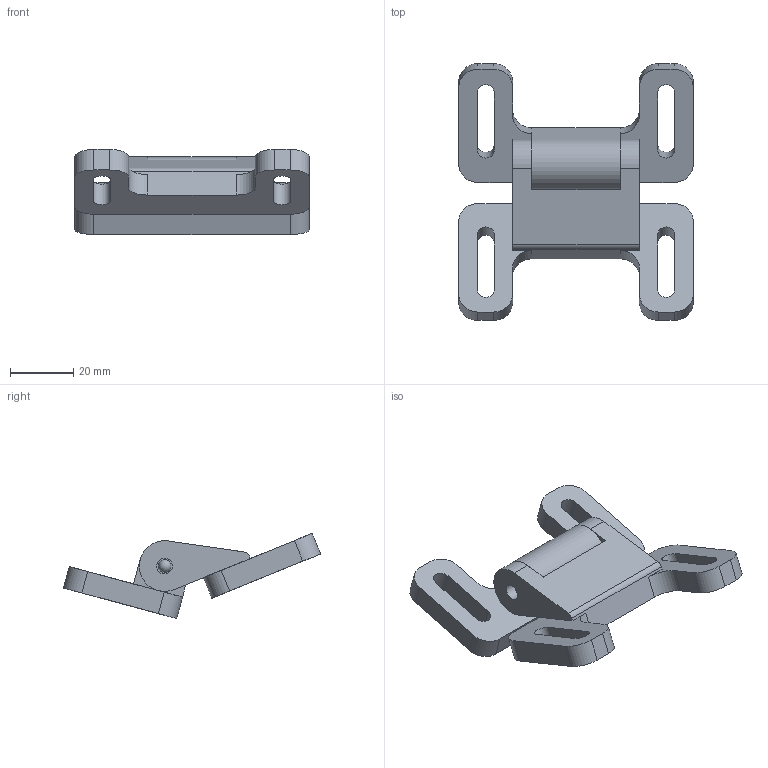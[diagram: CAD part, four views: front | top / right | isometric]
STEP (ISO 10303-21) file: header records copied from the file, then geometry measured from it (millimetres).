
FILE_DESCRIPTION(/* description */ (''),/* implementation_level */ '2;1');
FILE_NAME(/* name */ '81321_KriTec_Doppelkugelschnaepper_PA.stp',/* time_stamp */ '2014-05-13T15:29:55+02:00',/* author */ ('kostic'),/* organization */ (''),/* preprocessor_version */ 'ST-DEVELOPER v15.2',/* originating_system */ 'Autodesk Inventor 2014',/* authorisation */ '');
FILE_SCHEMA (('AUTOMOTIVE_DESIGN { 1 0 10303 214 3 1 1 }'));
Length unit declared in the file: millimetre
Products named in the file (4): Kugelschnäpperhälfte links; Kugelschnäpperhälfte rechts; 81321 KriTec Doppelkugelschnäpper; 81321_KriTec_Doppelkugelschnaepper_PA
Bounding box: 74 x 81.1 x 26.86 mm (x, y, z)
Volume: 36083.5 mm3; surface area: 14934.8 mm2
Topology: 2 solids, 2 shells, 71 faces, 199 edges, 130 vertices
Faces by surface type: plane 39, cylinder 30, sphere 2
Full cylindrical faces by diameter (mm): 5 x2
Entity records: 2346 total; most frequent: DIRECTION 409, CARTESIAN_POINT 397, ORIENTED_EDGE 382, EDGE_CURVE 191, AXIS2_PLACEMENT_3D 140, LINE 129, VECTOR 129, VERTEX_POINT 128
